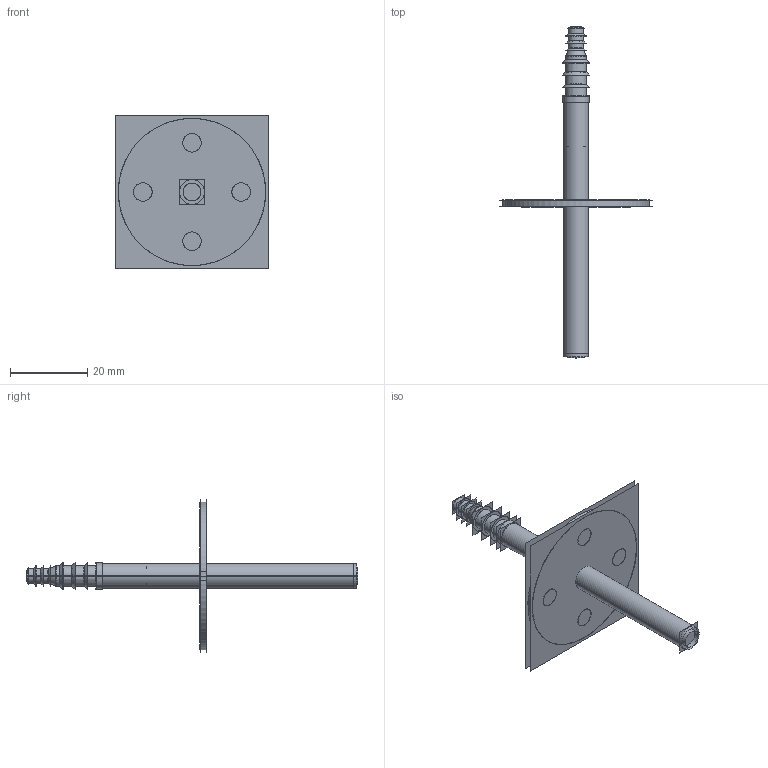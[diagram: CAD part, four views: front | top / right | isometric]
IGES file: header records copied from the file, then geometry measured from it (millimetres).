
Start section:  PTC IGES file: 239132_sm01.igs
Global section: file name: 239132_sm01.igs; native system: Creo Parametric by PTC Inc.; preprocessor: 2022414; author: banengservice; organization: Unknown; date: 20240604.102135; units: millimetre
Bounding box: 39.62 x 85.82 x 39.62 mm (x, y, z)
Volume: 3022 mm3; surface area: 22193.1 mm2
Topology: 1 solids, 1 shells, 122 faces, 600 edges, 778 vertices
Faces by surface type: revolution 96, bspline 26
